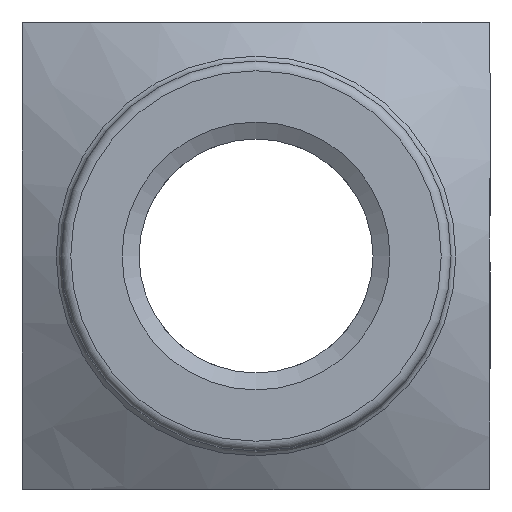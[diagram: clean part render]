
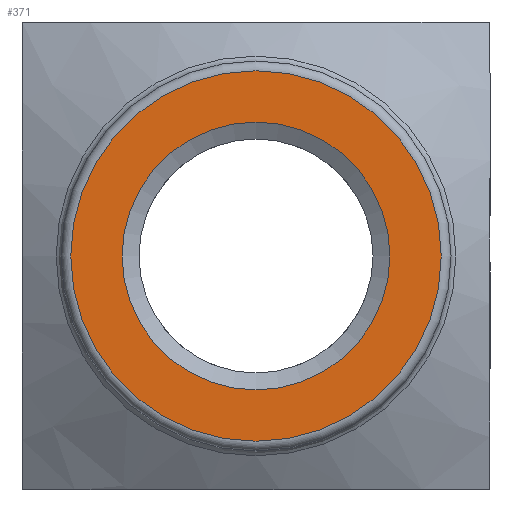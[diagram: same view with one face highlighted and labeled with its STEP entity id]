
A CAD part, front view. The second image highlights one B-rep face of the part: STEP entity #371.
In plain terms, the highlighted planar face has unit normal (0, -1, 0).
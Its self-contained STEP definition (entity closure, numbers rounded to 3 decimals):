
#62 = EDGE_LOOP ( 'NONE', ( #84 ) ) ;
#84 = ORIENTED_EDGE ( 'NONE', *, *, #602, .T. ) ;
#183 = DIRECTION ( 'NONE',  ( 0., -1., 0. ) ) ;
#236 = CIRCLE ( 'NONE', #756, 6.866 ) ;
#313 = FACE_OUTER_BOUND ( 'NONE', #62, .T. ) ;
#327 = CARTESIAN_POINT ( 'NONE',  ( 0., -72., 0. ) ) ;
#352 = AXIS2_PLACEMENT_3D ( 'NONE', #327, #183, #752 ) ;
#371 = ADVANCED_FACE ( 'NONE', ( #313, #666 ), #600, .T. ) ;
#374 = DIRECTION ( 'NONE',  ( 0., -1., 0. ) ) ;
#416 = DIRECTION ( 'NONE',  ( 1., 0., 0. ) ) ;
#426 = AXIS2_PLACEMENT_3D ( 'NONE', #726, #374, #863 ) ;
#483 = DIRECTION ( 'NONE',  ( 0., -1., 0. ) ) ;
#553 = VERTEX_POINT ( 'NONE', #703 ) ;
#572 = CARTESIAN_POINT ( 'NONE',  ( 0., -72., 0. ) ) ;
#600 = PLANE ( 'NONE',  #426 ) ;
#602 = EDGE_CURVE ( 'NONE', #553, #553, #606, .T. ) ;
#606 = CIRCLE ( 'NONE', #352, 9.5 ) ;
#657 = EDGE_CURVE ( 'NONE', #835, #835, #236, .T. ) ;
#666 = FACE_BOUND ( 'NONE', #737, .T. ) ;
#703 = CARTESIAN_POINT ( 'NONE',  ( 9.5, -72., 0. ) ) ;
#726 = CARTESIAN_POINT ( 'NONE',  ( 0., -72., 0. ) ) ;
#737 = EDGE_LOOP ( 'NONE', ( #790 ) ) ;
#752 = DIRECTION ( 'NONE',  ( 1., 0., 0. ) ) ;
#756 = AXIS2_PLACEMENT_3D ( 'NONE', #572, #483, #416 ) ;
#790 = ORIENTED_EDGE ( 'NONE', *, *, #657, .F. ) ;
#820 = CARTESIAN_POINT ( 'NONE',  ( 6.866, -72., 0. ) ) ;
#835 = VERTEX_POINT ( 'NONE', #820 ) ;
#863 = DIRECTION ( 'NONE',  ( 1., 0., 0. ) ) ;
